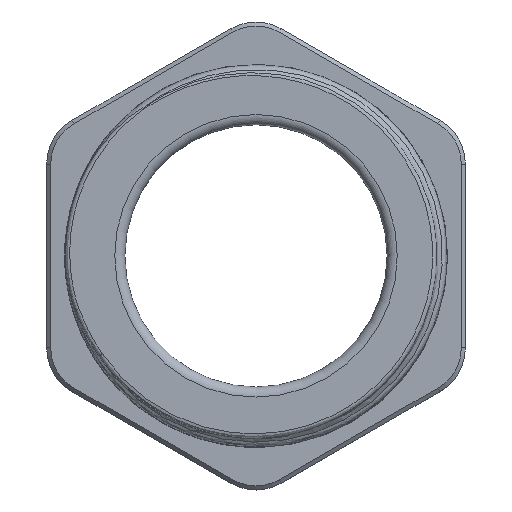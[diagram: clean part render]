
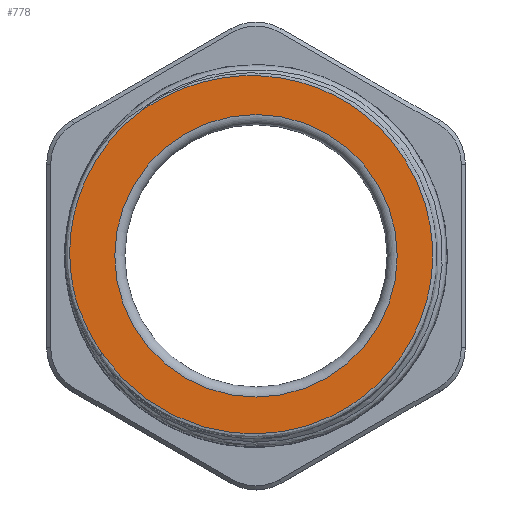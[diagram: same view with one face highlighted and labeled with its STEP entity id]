
A CAD part, top view. The second image highlights one B-rep face of the part: STEP entity #778.
In plain terms, the highlighted planar face has unit normal (0, 0, 1).
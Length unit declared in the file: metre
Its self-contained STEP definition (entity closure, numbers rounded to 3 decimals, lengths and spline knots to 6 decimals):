
#43=B_SPLINE_CURVE_WITH_KNOTS('',3,(#1321,#1322,#1323,#1324,#1325,#1326,
#1327,#1328,#1329,#1330,#1331,#1332,#1333,#1334,#1335,#1336,#1337,#1338,
#1339,#1340,#1341,#1342,#1343,#1344,#1345,#1346,#1347),.UNSPECIFIED.,.F.,
 .F.,(4,1,1,1,1,1,1,1,1,1,1,1,1,1,1,1,1,1,1,1,1,1,1,1,4),(0.,0.005331,
0.007997,0.010662,0.013328,0.015993,
0.018659,0.021324,0.026655,0.029321,
0.031987,0.034652,0.037318,0.039983,
0.042649,0.04798,0.050645,0.053311,
0.058642,0.061307,0.063973,0.069304,
0.074635,0.079966,0.085297),.UNSPECIFIED.);
#44=B_SPLINE_CURVE_WITH_KNOTS('',3,(#1350,#1351,#1352,#1353,#1354,#1355,
#1356,#1357,#1358),.UNSPECIFIED.,.F.,.F.,(4,1,1,1,1,1,4),(0.,0.002808,
0.005616,0.011231,0.016847,0.019655,
0.022463),.UNSPECIFIED.);
#45=B_SPLINE_CURVE_WITH_KNOTS('',3,(#1360,#1361,#1362,#1363),
 .UNSPECIFIED.,.F.,.F.,(4,4),(0.,0.005027),.UNSPECIFIED.);
#86=CIRCLE('',#873,0.014);
#177=ORIENTED_EDGE('',*,*,#388,.T.);
#178=ORIENTED_EDGE('',*,*,#389,.T.);
#179=ORIENTED_EDGE('',*,*,#390,.T.);
#180=ORIENTED_EDGE('',*,*,#391,.T.);
#388=EDGE_CURVE('',#488,#489,#43,.T.);
#389=EDGE_CURVE('',#489,#490,#44,.T.);
#390=EDGE_CURVE('',#490,#488,#45,.T.);
#391=EDGE_CURVE('',#491,#491,#86,.F.);
#488=VERTEX_POINT('',#1348);
#489=VERTEX_POINT('',#1349);
#490=VERTEX_POINT('',#1359);
#491=VERTEX_POINT('',#1365);
#637=EDGE_LOOP('',(#177,#178,#179));
#638=EDGE_LOOP('',(#180));
#698=FACE_BOUND('',#637,.T.);
#699=FACE_BOUND('',#638,.T.);
#749=PLANE('',#872);
#778=ADVANCED_FACE('',(#698,#699),#749,.T.);
#872=AXIS2_PLACEMENT_3D('',#1320,#1037,#1038);
#873=AXIS2_PLACEMENT_3D('',#1364,#1039,#1040);
#1037=DIRECTION('',(0.,0.,1.));
#1038=DIRECTION('',(0.,-1.,0.));
#1039=DIRECTION('',(0.,0.,1.));
#1040=DIRECTION('',(0.,-1.,0.));
#1320=CARTESIAN_POINT('',(0.,0.,0.013));
#1321=CARTESIAN_POINT('',(-0.015245,-0.009692,0.013));
#1322=CARTESIAN_POINT('',(-0.014233,-0.011159,0.013));
#1323=CARTESIAN_POINT('',(-0.012403,-0.013137,0.013));
#1324=CARTESIAN_POINT('',(-0.00952,-0.015149,0.013));
#1325=CARTESIAN_POINT('',(-0.00712,-0.01635,0.013));
#1326=CARTESIAN_POINT('',(-0.004621,-0.017173,0.013));
#1327=CARTESIAN_POINT('',(-0.001987,-0.01763,0.013));
#1328=CARTESIAN_POINT('',(0.000697,-0.017687,0.013));
#1329=CARTESIAN_POINT('',(0.004192,-0.017244,0.013));
#1330=CARTESIAN_POINT('',(0.007568,-0.016014,0.013));
#1331=CARTESIAN_POINT('',(0.010525,-0.014106,0.013));
#1332=CARTESIAN_POINT('',(0.012536,-0.012331,0.013));
#1333=CARTESIAN_POINT('',(0.014227,-0.010318,0.013));
#1334=CARTESIAN_POINT('',(0.015628,-0.008026,0.013));
#1335=CARTESIAN_POINT('',(0.016649,-0.005601,0.013));
#1336=CARTESIAN_POINT('',(0.017529,-0.002143,0.013));
#1337=CARTESIAN_POINT('',(0.017613,0.001406,0.013));
#1338=CARTESIAN_POINT('',(0.016902,0.004894,0.013));
#1339=CARTESIAN_POINT('',(0.0157,0.008198,0.013));
#1340=CARTESIAN_POINT('',(0.013722,0.011247,0.013));
#1341=CARTESIAN_POINT('',(0.011209,0.013694,0.013));
#1342=CARTESIAN_POINT('',(0.008313,0.015783,0.013));
#1343=CARTESIAN_POINT('',(0.004229,0.017515,0.013));
#1344=CARTESIAN_POINT('',(-0.001107,0.018114,0.013));
#1345=CARTESIAN_POINT('',(-0.006424,0.017143,0.013));
#1346=CARTESIAN_POINT('',(-0.009632,0.015538,0.013));
#1347=CARTESIAN_POINT('',(-0.011115,0.014548,0.013));
#1348=CARTESIAN_POINT('',(-0.015245,-0.009692,0.013));
#1349=CARTESIAN_POINT('',(-0.011115,0.014548,0.013));
#1350=CARTESIAN_POINT('',(-0.011115,0.014548,0.013));
#1351=CARTESIAN_POINT('',(-0.011893,0.014028,0.013));
#1352=CARTESIAN_POINT('',(-0.013328,0.012816,0.013));
#1353=CARTESIAN_POINT('',(-0.015751,0.009984,0.013));
#1354=CARTESIAN_POINT('',(-0.017876,0.005799,0.013));
#1355=CARTESIAN_POINT('',(-0.018611,0.001153,0.013));
#1356=CARTESIAN_POINT('',(-0.018316,-0.002529,0.013));
#1357=CARTESIAN_POINT('',(-0.017867,-0.004358,0.013));
#1358=CARTESIAN_POINT('',(-0.017543,-0.005237,0.013));
#1359=CARTESIAN_POINT('',(-0.017543,-0.005237,0.013));
#1360=CARTESIAN_POINT('',(-0.017543,-0.005237,0.013));
#1361=CARTESIAN_POINT('',(-0.016962,-0.006809,0.013));
#1362=CARTESIAN_POINT('',(-0.016197,-0.008312,0.013));
#1363=CARTESIAN_POINT('',(-0.015245,-0.009692,0.013));
#1364=CARTESIAN_POINT('',(0.,0.,0.013));
#1365=CARTESIAN_POINT('',(0.,-0.014,0.013));
